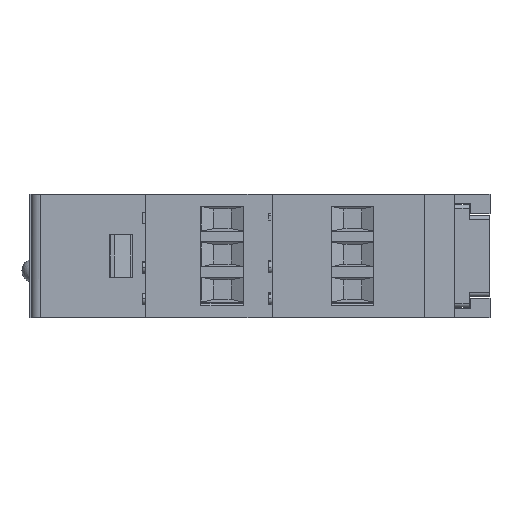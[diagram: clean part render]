
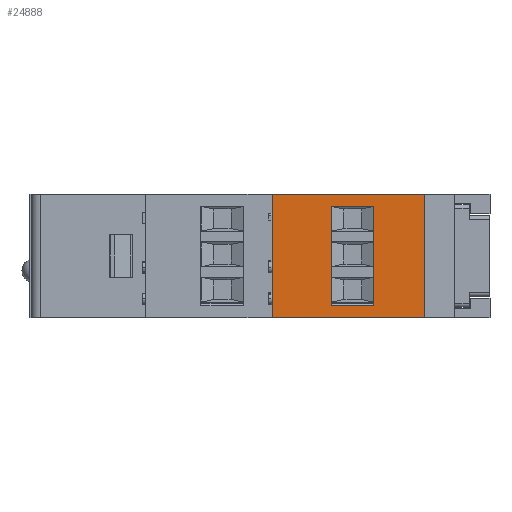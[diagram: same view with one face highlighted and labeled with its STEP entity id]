
A CAD part, left-side view. The second image highlights one B-rep face of the part: STEP entity #24888.
In plain terms, the highlighted planar face has unit normal (-1, 0, 0).
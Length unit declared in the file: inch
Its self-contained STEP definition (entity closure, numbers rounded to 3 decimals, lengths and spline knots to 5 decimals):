
#666 = CARTESIAN_POINT ( 'NONE',  ( -1.76673, 0.44823, 0.62008 ) ) ;
#1097 = CARTESIAN_POINT ( 'NONE',  ( -1.76673, 0.44823, 0.0689 ) ) ;
#3752 = CARTESIAN_POINT ( 'NONE',  ( -1.76673, 1.01378, 0.68898 ) ) ;
#4300 = CARTESIAN_POINT ( 'NONE',  ( -1.76673, 0.68445, 0.62008 ) ) ;
#4701 = DIRECTION ( 'NONE',  ( 0., 0., 1. ) ) ;
#5258 = FACE_BOUND ( 'NONE', #33665, .T. ) ;
#5579 = CARTESIAN_POINT ( 'NONE',  ( -1.76673, 1.01378, 0.68898 ) ) ;
#5842 = CARTESIAN_POINT ( 'NONE',  ( -1.76673, 0.68445, 0.62008 ) ) ;
#6035 = VECTOR ( 'NONE', #10881, 39.37008 ) ;
#6662 = DIRECTION ( 'NONE',  ( 0., 0., 1. ) ) ;
#6949 = EDGE_CURVE ( 'Defeatured_0_1163+Defeatured_0_1215+Defeatured_0_1162+Defeatured_0_1164', #34139, #45818, #12551, .T. ) ;
#7884 = ORIENTED_EDGE ( 'NONE', *, *, #40450, .T. ) ;
#7976 = VECTOR ( 'NONE', #51356, 39.37008 ) ;
#7984 = ORIENTED_EDGE ( 'NONE', *, *, #22717, .F. ) ;
#9775 = LINE ( 'NONE', #1097, #33021 ) ;
#10881 = DIRECTION ( 'NONE',  ( 0., 0., -1. ) ) ;
#11878 = ORIENTED_EDGE ( 'NONE', *, *, #38510, .F. ) ;
#11895 = EDGE_LOOP ( 'NONE', ( #7884, #51968, #12936, #55329 ) ) ;
#11946 = VECTOR ( 'NONE', #20922, 39.37008 ) ;
#12551 = LINE ( 'NONE', #41607, #11946 ) ;
#12936 = ORIENTED_EDGE ( 'NONE', *, *, #6949, .T. ) ;
#13516 = VECTOR ( 'NONE', #44429, 39.37008 ) ;
#14001 = CARTESIAN_POINT ( 'NONE',  ( -1.76673, 0.68445, 0.0689 ) ) ;
#14474 = DIRECTION ( 'NONE',  ( 1., 0., 0. ) ) ;
#14785 = LINE ( 'NONE', #48900, #39959 ) ;
#16067 = CARTESIAN_POINT ( 'NONE',  ( -1.76673, 0.44823, 0.62008 ) ) ;
#16235 = VERTEX_POINT ( 'NONE', #666 ) ;
#18388 = DIRECTION ( 'NONE',  ( 0., 1., 0. ) ) ;
#18658 = AXIS2_PLACEMENT_3D ( 'NONE', #43267, #14474, #4701 ) ;
#18971 = DIRECTION ( 'NONE',  ( 0., -1., 0. ) ) ;
#19241 = CARTESIAN_POINT ( 'NONE',  ( -1.76673, 0.16732, 0. ) ) ;
#19486 = VECTOR ( 'NONE', #18388, 39.37008 ) ;
#20922 = DIRECTION ( 'NONE',  ( 0., -1., 0. ) ) ;
#21225 = VERTEX_POINT ( 'NONE', #24437 ) ;
#22683 = EDGE_CURVE ( 'Defeatured_0_1162+Defeatured_0_1163+Defeatured_0_1215+Defeatured_0_1213', #34139, #29724, #14785, .T. ) ;
#22717 = EDGE_CURVE ( 'Defeatured_0_1063+Defeatured_0_1163+Defeatured_0_1062+Defeatured_0_1064', #29718, #53418, #53091, .T. ) ;
#23851 = EDGE_CURVE ( 'Defeatured_0_1062+Defeatured_0_1163+Defeatured_0_1061+Defeatured_0_1063', #16235, #29718, #31245, .T. ) ;
#24437 = CARTESIAN_POINT ( 'NONE',  ( -1.76673, 0.16732, 0.68898 ) ) ;
#24888 = ADVANCED_FACE ( 'Defeatured_0_1163', ( #5258, #30427 ), #35708, .F. ) ;
#25928 = CARTESIAN_POINT ( 'NONE',  ( -1.76673, 0.16732, 0. ) ) ;
#26093 = VECTOR ( 'NONE', #38684, 39.37008 ) ;
#26224 = CARTESIAN_POINT ( 'NONE',  ( -1.76673, 0.44823, 0.62008 ) ) ;
#29718 = VERTEX_POINT ( 'NONE', #4300 ) ;
#29724 = VERTEX_POINT ( 'NONE', #3752 ) ;
#30427 = FACE_OUTER_BOUND ( 'NONE', #11895, .T. ) ;
#31245 = LINE ( 'NONE', #26224, #19486 ) ;
#33021 = VECTOR ( 'NONE', #18971, 39.37008 ) ;
#33665 = EDGE_LOOP ( 'NONE', ( #7984, #53266, #38405, #11878 ) ) ;
#34139 = VERTEX_POINT ( 'NONE', #45466 ) ;
#35708 = PLANE ( 'NONE',  #18658 ) ;
#37247 = EDGE_CURVE ( 'Defeatured_0_1163+Defeatured_0_1164+Defeatured_0_1215+Defeatured_0_1213', #45818, #21225, #46618, .T. ) ;
#37479 = CARTESIAN_POINT ( 'NONE',  ( -1.76673, 0.44823, 0.0689 ) ) ;
#38351 = VERTEX_POINT ( 'NONE', #37479 ) ;
#38405 = ORIENTED_EDGE ( 'NONE', *, *, #47871, .F. ) ;
#38510 = EDGE_CURVE ( 'Defeatured_0_1064+Defeatured_0_1163+Defeatured_0_1063+Defeatured_0_1061', #53418, #38351, #9775, .T. ) ;
#38684 = DIRECTION ( 'NONE',  ( 0., 0., 1. ) ) ;
#39678 = LINE ( 'NONE', #5579, #13516 ) ;
#39959 = VECTOR ( 'NONE', #6662, 39.37008 ) ;
#40450 = EDGE_CURVE ( 'Defeatured_0_1163+Defeatured_0_1213+Defeatured_0_1164+Defeatured_0_1162', #21225, #29724, #39678, .T. ) ;
#41607 = CARTESIAN_POINT ( 'NONE',  ( -1.76673, 1.01378, 0. ) ) ;
#43267 = CARTESIAN_POINT ( 'NONE',  ( -1.76673, 1.01378, 0. ) ) ;
#44429 = DIRECTION ( 'NONE',  ( 0., 1., 0. ) ) ;
#45466 = CARTESIAN_POINT ( 'NONE',  ( -1.76673, 1.01378, 0. ) ) ;
#45818 = VERTEX_POINT ( 'NONE', #19241 ) ;
#46618 = LINE ( 'NONE', #25928, #7976 ) ;
#47871 = EDGE_CURVE ( 'Defeatured_0_1061+Defeatured_0_1163+Defeatured_0_1064+Defeatured_0_1062', #38351, #16235, #54368, .T. ) ;
#48900 = CARTESIAN_POINT ( 'NONE',  ( -1.76673, 1.01378, 0.68898 ) ) ;
#51356 = DIRECTION ( 'NONE',  ( 0., 0., 1. ) ) ;
#51968 = ORIENTED_EDGE ( 'NONE', *, *, #22683, .F. ) ;
#53091 = LINE ( 'NONE', #5842, #6035 ) ;
#53266 = ORIENTED_EDGE ( 'NONE', *, *, #23851, .F. ) ;
#53418 = VERTEX_POINT ( 'NONE', #14001 ) ;
#54368 = LINE ( 'NONE', #16067, #26093 ) ;
#55329 = ORIENTED_EDGE ( 'NONE', *, *, #37247, .T. ) ;
